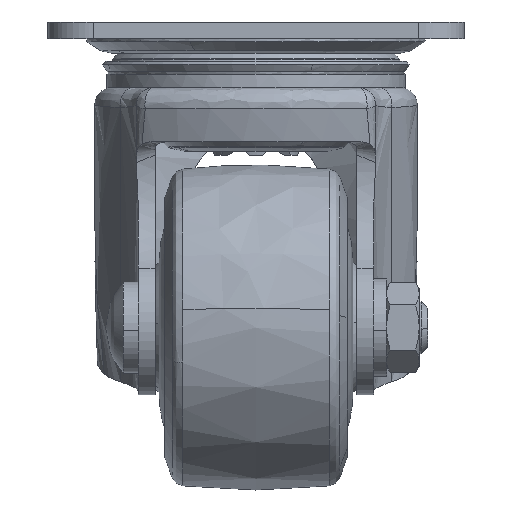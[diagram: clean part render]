
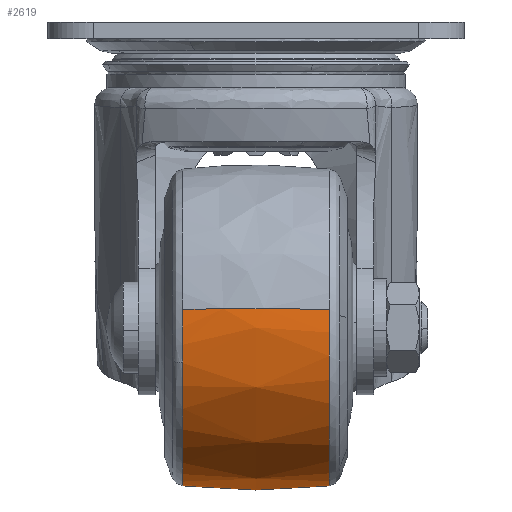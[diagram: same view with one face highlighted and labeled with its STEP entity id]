
A CAD part, left-side view. The second image highlights one B-rep face of the part: STEP entity #2619.
In plain terms, the highlighted free-form (B-spline) face has degree [2, 2] with [3, 9] control points.
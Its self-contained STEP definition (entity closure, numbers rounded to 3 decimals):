
#1890=CARTESIAN_POINT('',(-23.744,11.256,-52.464));
#1891=VERTEX_POINT('',#1890);
#1905=CARTESIAN_POINT('',(-24.201,11.256,-44.187));
#1906=VERTEX_POINT('',#1905);
#1907=CARTESIAN_POINT('',(-24.201,11.256,-44.187));
#1908=CARTESIAN_POINT('',(-24.364,11.256,-45.589));
#1909=CARTESIAN_POINT('',(-24.364,11.256,-47.0));
#1910=CARTESIAN_POINT('',(-24.364,11.256,-49.767));
#1911=CARTESIAN_POINT('',(-23.744,11.256,-52.464));
#1919=(BOUNDED_CURVE()B_SPLINE_CURVE(2,(#1907,#1908,#1909,#1910,#1911),.UNSPECIFIED.,.F.,.U.)B_SPLINE_CURVE_WITH_KNOTS((3,2,3),(0.73,0.75,0.788),.UNSPECIFIED.)CURVE()GEOMETRIC_REPRESENTATION_ITEM()RATIONAL_B_SPLINE_CURVE((0.957,0.977,1.0,0.955,0.924))REPRESENTATION_ITEM(''));
#1920=EDGE_CURVE('',#1906,#1891,#1919,.T.);
#1922=CARTESIAN_POINT('',(0.0,11.256,-22.636));
#1923=VERTEX_POINT('',#1922);
#1937=CARTESIAN_POINT('',(23.744,11.256,-41.536));
#1938=VERTEX_POINT('',#1937);
#1939=CARTESIAN_POINT('',(23.744,11.256,-41.536));
#1940=CARTESIAN_POINT('',(19.394,11.256,-22.636));
#1941=CARTESIAN_POINT('',(0.0,11.256,-22.636));
#1949=(BOUNDED_CURVE()B_SPLINE_CURVE(2,(#1939,#1940,#1941),.UNSPECIFIED.,.F.,.U.)B_SPLINE_CURVE_WITH_KNOTS((3,3),(0.288,0.5),.UNSPECIFIED.)CURVE()GEOMETRIC_REPRESENTATION_ITEM()RATIONAL_B_SPLINE_CURVE((0.924,0.752,1.0))REPRESENTATION_ITEM(''));
#1950=EDGE_CURVE('',#1938,#1923,#1949,.T.);
#1994=CARTESIAN_POINT('',(0.0,11.256,-71.364));
#1995=VERTEX_POINT('',#1994);
#1996=CARTESIAN_POINT('',(0.0,11.256,-71.364));
#1997=CARTESIAN_POINT('',(24.364,11.256,-71.364));
#1998=CARTESIAN_POINT('',(24.364,11.256,-47.));
#1999=CARTESIAN_POINT('',(24.364,11.256,-44.233));
#2000=CARTESIAN_POINT('',(23.744,11.256,-41.536));
#2008=(BOUNDED_CURVE()B_SPLINE_CURVE(2,(#1996,#1997,#1998,#1999,#2000),.UNSPECIFIED.,.F.,.U.)B_SPLINE_CURVE_WITH_KNOTS((3,2,3),(0.0,0.25,0.288),.UNSPECIFIED.)CURVE()GEOMETRIC_REPRESENTATION_ITEM()RATIONAL_B_SPLINE_CURVE((1.0,0.707,1.0,0.955,0.924))REPRESENTATION_ITEM(''));
#2009=EDGE_CURVE('',#1995,#1938,#2008,.T.);
#2011=CARTESIAN_POINT('',(-23.744,11.256,-52.464));
#2012=CARTESIAN_POINT('',(-19.394,11.256,-71.364));
#2013=CARTESIAN_POINT('',(0.0,11.256,-71.364));
#2021=(BOUNDED_CURVE()B_SPLINE_CURVE(2,(#2011,#2012,#2013),.UNSPECIFIED.,.F.,.U.)B_SPLINE_CURVE_WITH_KNOTS((3,3),(0.788,1.0),.UNSPECIFIED.)CURVE()GEOMETRIC_REPRESENTATION_ITEM()RATIONAL_B_SPLINE_CURVE((0.924,0.752,1.0))REPRESENTATION_ITEM(''));
#2022=EDGE_CURVE('',#1891,#1995,#2021,.T.);
#2064=CARTESIAN_POINT('',(8.743,-11.256,-24.259));
#2065=VERTEX_POINT('',#2064);
#2066=CARTESIAN_POINT('',(0.0,-11.256,-22.636));
#2067=VERTEX_POINT('',#2066);
#2068=CARTESIAN_POINT('',(8.743,-11.256,-24.259));
#2069=CARTESIAN_POINT('',(4.522,-11.256,-22.636));
#2070=CARTESIAN_POINT('',(0.0,-11.256,-22.636));
#2078=(BOUNDED_CURVE()B_SPLINE_CURVE(2,(#2068,#2069,#2070),.UNSPECIFIED.,.F.,.U.)B_SPLINE_CURVE_WITH_KNOTS((3,3),(0.439,0.5),.UNSPECIFIED.)CURVE()GEOMETRIC_REPRESENTATION_ITEM()RATIONAL_B_SPLINE_CURVE((0.892,0.929,1.0))REPRESENTATION_ITEM(''));
#2079=EDGE_CURVE('',#2065,#2067,#2078,.T.);
#2081=CARTESIAN_POINT('',(-24.201,-11.256,-44.187));
#2082=VERTEX_POINT('',#2081);
#2096=CARTESIAN_POINT('',(0.0,-11.256,-71.364));
#2097=VERTEX_POINT('',#2096);
#2098=CARTESIAN_POINT('',(-24.201,-11.256,-44.187));
#2099=CARTESIAN_POINT('',(-24.364,-11.256,-45.589));
#2100=CARTESIAN_POINT('',(-24.364,-11.256,-47.0));
#2101=CARTESIAN_POINT('',(-24.364,-11.256,-71.364));
#2102=CARTESIAN_POINT('',(0.0,-11.256,-71.364));
#2110=(BOUNDED_CURVE()B_SPLINE_CURVE(2,(#2098,#2099,#2100,#2101,#2102),.UNSPECIFIED.,.F.,.U.)B_SPLINE_CURVE_WITH_KNOTS((3,2,3),(0.73,0.75,1.0),.UNSPECIFIED.)CURVE()GEOMETRIC_REPRESENTATION_ITEM()RATIONAL_B_SPLINE_CURVE((0.957,0.977,1.0,0.707,1.0))REPRESENTATION_ITEM(''));
#2111=EDGE_CURVE('',#2082,#2097,#2110,.T.);
#2113=CARTESIAN_POINT('',(23.599,-11.256,-53.059));
#2114=VERTEX_POINT('',#2113);
#2115=CARTESIAN_POINT('',(0.0,-11.256,-71.364));
#2116=CARTESIAN_POINT('',(18.899,-11.256,-71.364));
#2117=CARTESIAN_POINT('',(23.599,-11.256,-53.059));
#2125=(BOUNDED_CURVE()B_SPLINE_CURVE(2,(#2115,#2116,#2117),.UNSPECIFIED.,.F.,.U.)B_SPLINE_CURVE_WITH_KNOTS((3,3),(0.0,0.208),.UNSPECIFIED.)CURVE()GEOMETRIC_REPRESENTATION_ITEM()RATIONAL_B_SPLINE_CURVE((1.0,0.757,0.917))REPRESENTATION_ITEM(''));
#2126=EDGE_CURVE('',#2097,#2114,#2125,.T.);
#2185=CARTESIAN_POINT('',(23.599,-11.256,-53.059));
#2186=CARTESIAN_POINT('',(24.364,-11.256,-50.078));
#2187=CARTESIAN_POINT('',(24.364,-11.256,-47.));
#2188=CARTESIAN_POINT('',(24.364,-11.256,-30.264));
#2189=CARTESIAN_POINT('',(8.743,-11.256,-24.259));
#2197=(BOUNDED_CURVE()B_SPLINE_CURVE(2,(#2185,#2186,#2187,#2188,#2189),.UNSPECIFIED.,.F.,.U.)B_SPLINE_CURVE_WITH_KNOTS((3,2,3),(0.208,0.25,0.439),.UNSPECIFIED.)CURVE()GEOMETRIC_REPRESENTATION_ITEM()RATIONAL_B_SPLINE_CURVE((0.917,0.95,1.0,0.779,0.892))REPRESENTATION_ITEM(''));
#2198=EDGE_CURVE('',#2114,#2065,#2197,.T.);
#2548=CARTESIAN_POINT('',(-24.069,-12.373,-44.202));
#2549=CARTESIAN_POINT('',(-25.602,0.,-44.024));
#2550=CARTESIAN_POINT('',(-24.069,12.373,-44.202));
#2551=CARTESIAN_POINT('',(-24.231,-12.373,-45.596));
#2552=CARTESIAN_POINT('',(-25.774,0.,-45.507));
#2553=CARTESIAN_POINT('',(-24.231,12.373,-45.596));
#2554=CARTESIAN_POINT('',(-24.231,-12.373,-47.));
#2555=CARTESIAN_POINT('',(-25.774,0.,-47.0));
#2556=CARTESIAN_POINT('',(-24.231,12.373,-47.));
#2557=CARTESIAN_POINT('',(-24.231,-12.373,-71.231));
#2558=CARTESIAN_POINT('',(-25.774,0.,-72.774));
#2559=CARTESIAN_POINT('',(-24.231,12.373,-71.231));
#2560=CARTESIAN_POINT('',(0.0,-12.373,-71.231));
#2561=CARTESIAN_POINT('',(0.0,0.,-72.774));
#2562=CARTESIAN_POINT('',(0.0,12.373,-71.231));
#2563=CARTESIAN_POINT('',(24.231,-12.373,-71.231));
#2564=CARTESIAN_POINT('',(25.774,0.,-72.774));
#2565=CARTESIAN_POINT('',(24.231,12.373,-71.231));
#2566=CARTESIAN_POINT('',(24.231,-12.373,-47.));
#2567=CARTESIAN_POINT('',(25.774,0.,-47.0));
#2568=CARTESIAN_POINT('',(24.231,12.373,-47.));
#2569=CARTESIAN_POINT('',(24.231,-12.373,-22.769));
#2570=CARTESIAN_POINT('',(25.774,0.,-21.226));
#2571=CARTESIAN_POINT('',(24.231,12.373,-22.769));
#2572=CARTESIAN_POINT('',(0.0,-12.373,-22.769));
#2573=CARTESIAN_POINT('',(0.0,0.,-21.226));
#2574=CARTESIAN_POINT('',(0.0,12.373,-22.769));
#2582=(BOUNDED_SURFACE()B_SPLINE_SURFACE(2,2,((#2548,#2551,#2554,#2557,#2560,#2563,#2566,#2569,#2572),(#2549,#2552,#2555,#2558,#2561,#2564,#2567,#2570,#2573),(#2550,#2553,#2556,#2559,#2562,#2565,#2568,#2571,#2574)),.UNSPECIFIED.,.F.,.F.,.U.)B_SPLINE_SURFACE_WITH_KNOTS((3,3),(3,2,2,2,3),(0.0,24.841),(0.0,3.314,44.735,86.156,127.577),.UNSPECIFIED.)GEOMETRIC_REPRESENTATION_ITEM()RATIONAL_B_SPLINE_SURFACE(((0.841,0.858,0.878,0.621,0.878,0.621,0.878,0.621,0.878),(0.834,0.851,0.872,0.616,0.872,0.616,0.872,0.616,0.872),(0.841,0.858,0.878,0.621,0.878,0.621,0.878,0.621,0.878)))REPRESENTATION_ITEM('')SURFACE());
#2583=ORIENTED_EDGE('',*,*,#1920,.T.);
#2584=ORIENTED_EDGE('',*,*,#2022,.T.);
#2585=ORIENTED_EDGE('',*,*,#2009,.T.);
#2586=ORIENTED_EDGE('',*,*,#1950,.T.);
#2587=CARTESIAN_POINT('',(0.0,-11.256,-22.636));
#2588=CARTESIAN_POINT('',(0.0,0.,-21.36));
#2589=CARTESIAN_POINT('',(0.0,11.256,-22.636));
#2597=(BOUNDED_CURVE()B_SPLINE_CURVE(2,(#2587,#2588,#2589),.UNSPECIFIED.,.F.,.U.)B_SPLINE_CURVE_WITH_KNOTS((3,3),(0.425,0.575),.UNSPECIFIED.)CURVE()GEOMETRIC_REPRESENTATION_ITEM()RATIONAL_B_SPLINE_CURVE((0.878,0.872,0.878))REPRESENTATION_ITEM(''));
#2598=EDGE_CURVE('',#2067,#1923,#2597,.T.);
#2599=ORIENTED_EDGE('',*,*,#2598,.F.);
#2600=ORIENTED_EDGE('',*,*,#2079,.F.);
#2601=ORIENTED_EDGE('',*,*,#2198,.F.);
#2602=ORIENTED_EDGE('',*,*,#2126,.F.);
#2603=ORIENTED_EDGE('',*,*,#2111,.F.);
#2604=CARTESIAN_POINT('',(-24.201,-11.256,-44.187));
#2605=CARTESIAN_POINT('',(-25.468,0.,-44.04));
#2606=CARTESIAN_POINT('',(-24.201,11.256,-44.187));
#2614=(BOUNDED_CURVE()B_SPLINE_CURVE(2,(#2604,#2605,#2606),.UNSPECIFIED.,.F.,.U.)B_SPLINE_CURVE_WITH_KNOTS((3,3),(0.425,0.575),.UNSPECIFIED.)CURVE()GEOMETRIC_REPRESENTATION_ITEM()RATIONAL_B_SPLINE_CURVE((0.84,0.835,0.84))REPRESENTATION_ITEM(''));
#2615=EDGE_CURVE('',#2082,#1906,#2614,.T.);
#2616=ORIENTED_EDGE('',*,*,#2615,.T.);
#2617=EDGE_LOOP('',(#2583,#2584,#2585,#2586,#2599,#2600,#2601,#2602,#2603,#2616));
#2618=FACE_OUTER_BOUND('',#2617,.T.);
#2619=ADVANCED_FACE('',(#2618),#2582,.T.);
